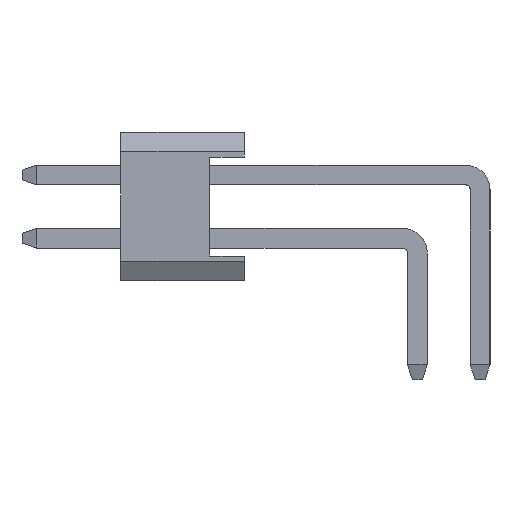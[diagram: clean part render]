
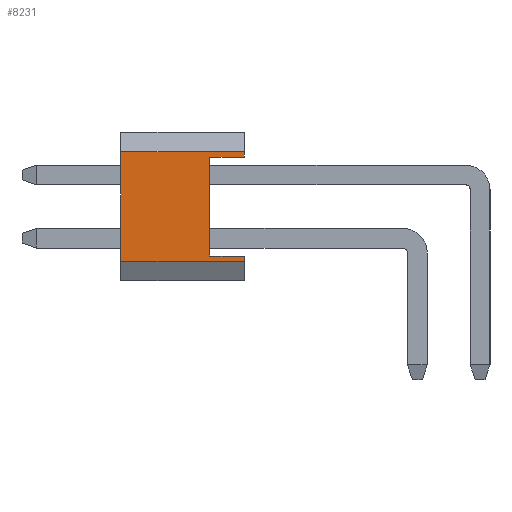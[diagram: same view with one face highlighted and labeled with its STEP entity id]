
A CAD part, left-side view. The second image highlights one B-rep face of the part: STEP entity #8231.
In plain terms, the highlighted planar face has unit normal (-1, 0, 0).
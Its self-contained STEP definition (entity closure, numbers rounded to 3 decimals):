
#5=DIRECTION('',(0.,0.,1.));
#6=VECTOR('',#5,0.11);
#7=CARTESIAN_POINT('',(-6.985,0.,-1.11));
#8=LINE('',#7,#6);
#285=DIRECTION('',(0.,0.,1.));
#286=VECTOR('',#285,0.11);
#287=CARTESIAN_POINT('',(-6.985,0.,1.));
#288=LINE('',#287,#286);
#649=DIRECTION('',(0.,0.,1.));
#650=VECTOR('',#649,2.221);
#651=CARTESIAN_POINT('',(-6.985,2.5,-1.11));
#652=LINE('',#651,#650);
#1061=DIRECTION('',(0.,1.,0.));
#1062=VECTOR('',#1061,2.5);
#1063=CARTESIAN_POINT('',(-6.985,0.,-1.11));
#1064=LINE('',#1063,#1062);
#1065=DIRECTION('',(0.,1.,0.));
#1066=VECTOR('',#1065,2.5);
#1067=CARTESIAN_POINT('',(-6.985,0.,1.11));
#1068=LINE('',#1067,#1066);
#1069=DIRECTION('',(0.,1.,0.));
#1070=VECTOR('',#1069,0.7);
#1071=CARTESIAN_POINT('',(-6.985,0.,1.));
#1072=LINE('',#1071,#1070);
#1073=DIRECTION('',(0.,0.,1.));
#1074=VECTOR('',#1073,2.);
#1075=CARTESIAN_POINT('',(-6.985,0.7,-1.));
#1076=LINE('',#1075,#1074);
#1077=DIRECTION('',(0.,1.,0.));
#1078=VECTOR('',#1077,0.7);
#1079=CARTESIAN_POINT('',(-6.985,0.,-1.));
#1080=LINE('',#1079,#1078);
#5529=CARTESIAN_POINT('',(-6.985,0.,1.));
#5531=VERTEX_POINT('',#5529);
#5533=CARTESIAN_POINT('',(-6.985,0.,-1.));
#5535=VERTEX_POINT('',#5533);
#5537=CARTESIAN_POINT('',(-6.985,0.7,1.));
#5538=VERTEX_POINT('',#5537);
#5539=CARTESIAN_POINT('',(-6.985,0.7,-1.));
#5540=VERTEX_POINT('',#5539);
#5921=CARTESIAN_POINT('',(-6.985,0.,-1.11));
#5923=VERTEX_POINT('',#5921);
#5926=CARTESIAN_POINT('',(-6.985,0.,1.11));
#5928=VERTEX_POINT('',#5926);
#5929=CARTESIAN_POINT('',(-6.985,2.5,-1.11));
#5931=VERTEX_POINT('',#5929);
#5934=CARTESIAN_POINT('',(-6.985,2.5,1.11));
#5936=VERTEX_POINT('',#5934);
#8213=CARTESIAN_POINT('',(-6.985,0.,-1.5));
#8214=DIRECTION('',(-1.,0.,0.));
#8215=DIRECTION('',(0.,0.,1.));
#8216=AXIS2_PLACEMENT_3D('',#8213,#8214,#8215);
#8217=PLANE('',#8216);
#8218=ORIENTED_EDGE('',*,*,#7395,.T.);
#8219=ORIENTED_EDGE('',*,*,#7704,.T.);
#8221=ORIENTED_EDGE('',*,*,#8220,.F.);
#8222=ORIENTED_EDGE('',*,*,#7380,.F.);
#8224=ORIENTED_EDGE('',*,*,#8223,.T.);
#8226=ORIENTED_EDGE('',*,*,#8225,.F.);
#8227=ORIENTED_EDGE('',*,*,#8205,.F.);
#8228=ORIENTED_EDGE('',*,*,#7232,.F.);
#8229=EDGE_LOOP('',(#8218,#8219,#8221,#8222,#8224,#8226,#8227,#8228));
#8230=FACE_OUTER_BOUND('',#8229,.F.);
#7232=EDGE_CURVE('',#5923,#5535,#8,.T.);
#7380=EDGE_CURVE('',#5531,#5928,#288,.T.);
#7395=EDGE_CURVE('',#5923,#5931,#1064,.T.);
#7704=EDGE_CURVE('',#5931,#5936,#652,.T.);
#8205=EDGE_CURVE('',#5535,#5540,#1080,.T.);
#8220=EDGE_CURVE('',#5928,#5936,#1068,.T.);
#8223=EDGE_CURVE('',#5531,#5538,#1072,.T.);
#8225=EDGE_CURVE('',#5540,#5538,#1076,.T.);
#8231=ADVANCED_FACE('',(#8230),#8217,.T.);
